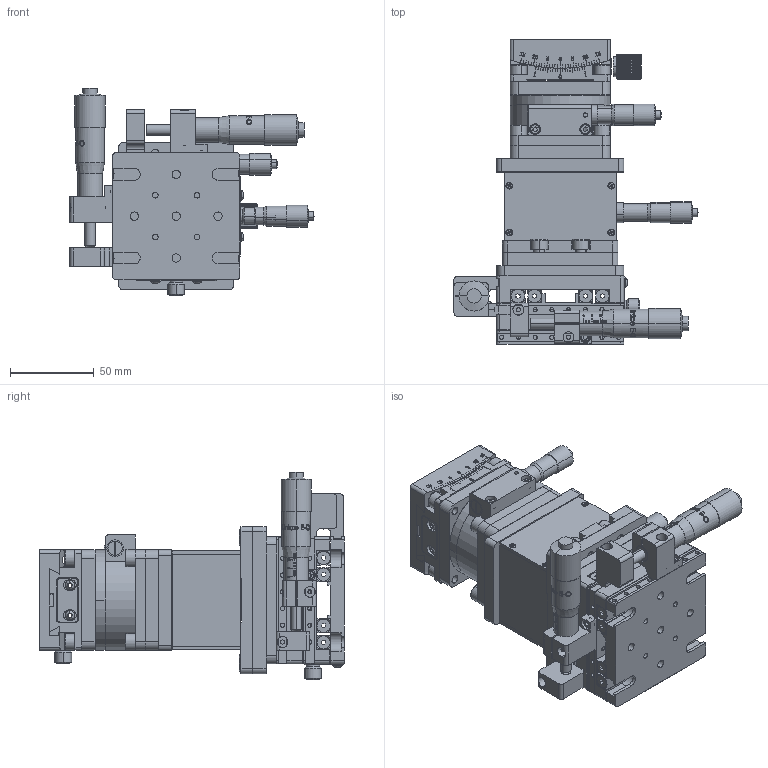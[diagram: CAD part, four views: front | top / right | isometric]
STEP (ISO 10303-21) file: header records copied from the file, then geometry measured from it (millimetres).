
FILE_DESCRIPTION (( 'STEP AP203' ), '1' );
FILE_NAME ('06MTG75-5M.STEP', '2021-08-10T01:40:04', ( '' ), ( '' ), 'SwSTEP 2.0', 'SolidWorks 2020', '' );
FILE_SCHEMA (( 'CONFIG_CONTROL_DESIGN' ));
Products named in the file (1): 06MTG75-5M
Bounding box: 145.9 x 181.95 x 124.1 mm (x, y, z)
Surface area: 210339.1 mm2 (no closed solid volume)
Topology: 0 solids, 165 shells, 1660 faces, 7048 edges, 5393 vertices
Faces by surface type: plane 866, cylinder 548, cone 146, torus 62, bspline 20, sphere 18
Entity records: 85192 total; most frequent: CARTESIAN_POINT 28230, DIRECTION 11587, ORIENTED_EDGE 10382, EDGE_CURVE 7030, VERTEX_POINT 5393, AXIS2_PLACEMENT_3D 3950, VECTOR 3687, LINE 3687
